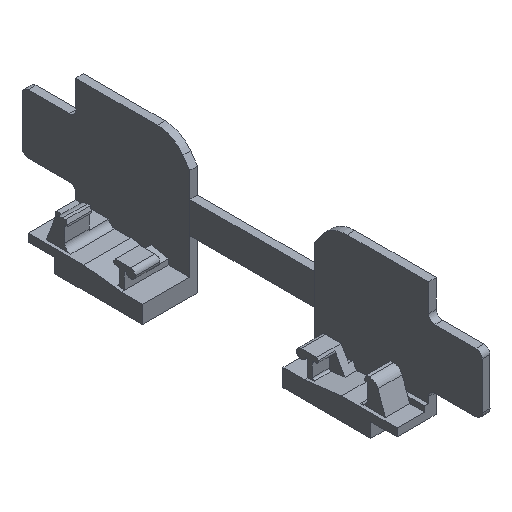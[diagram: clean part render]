
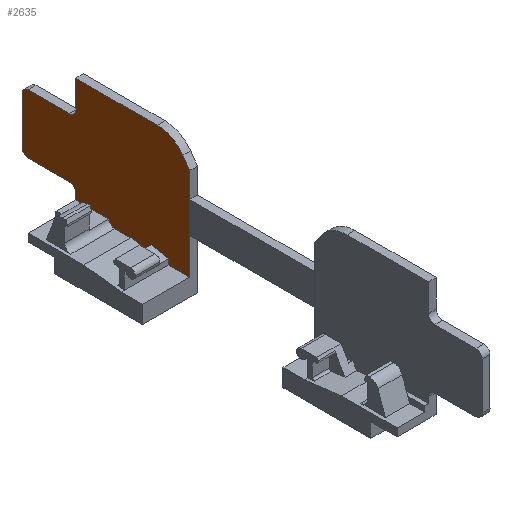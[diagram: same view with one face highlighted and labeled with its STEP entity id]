
A CAD part, isometric view. The second image highlights one B-rep face of the part: STEP entity #2635.
In plain terms, the highlighted planar face has unit normal (-1, 0, 0).
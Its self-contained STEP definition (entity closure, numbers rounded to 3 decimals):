
#1961=AXIS2_PLACEMENT_3D('Circle Axis2P3D',#1959,#1960,$) ;
#2332=AXIS2_PLACEMENT_3D('Circle Axis2P3D',#2330,#2331,$) ;
#2380=AXIS2_PLACEMENT_3D('Circle Axis2P3D',#2378,#2379,$) ;
#2428=AXIS2_PLACEMENT_3D('Circle Axis2P3D',#2426,#2427,$) ;
#2476=AXIS2_PLACEMENT_3D('Circle Axis2P3D',#2474,#2475,$) ;
#2543=AXIS2_PLACEMENT_3D('Circle Axis2P3D',#2541,#2542,$) ;
#2563=AXIS2_PLACEMENT_3D('Plane Axis2P3D',#2560,#2561,#2562) ;
#1956=CARTESIAN_POINT('Vertex',(7.55,58.9,3.55)) ;
#1959=CARTESIAN_POINT('Axis2P3D Location',(7.55,58.9,4.55)) ;
#1963=CARTESIAN_POINT('Vertex',(7.55,59.889,4.4)) ;
#2011=CARTESIAN_POINT('Vertex',(7.55,56.322,3.55)) ;
#2014=CARTESIAN_POINT('Line Origine',(7.55,57.611,3.55)) ;
#2055=CARTESIAN_POINT('Line Origine',(7.55,62.544,4.4)) ;
#2059=CARTESIAN_POINT('Vertex',(7.55,65.2,4.4)) ;
#2080=CARTESIAN_POINT('Line Origine',(7.55,65.2,4.887)) ;
#2084=CARTESIAN_POINT('Vertex',(7.55,65.2,5.375)) ;
#2330=CARTESIAN_POINT('Axis2P3D Location',(7.55,66.2,5.375)) ;
#2334=CARTESIAN_POINT('Vertex',(7.55,66.2,6.375)) ;
#2358=CARTESIAN_POINT('Vertex',(7.55,72.8,6.375)) ;
#2361=CARTESIAN_POINT('Line Origine',(7.55,69.5,6.375)) ;
#2378=CARTESIAN_POINT('Axis2P3D Location',(7.55,72.8,7.375)) ;
#2382=CARTESIAN_POINT('Vertex',(7.55,73.8,7.375)) ;
#2402=CARTESIAN_POINT('Line Origine',(7.55,73.8,11.125)) ;
#2406=CARTESIAN_POINT('Vertex',(7.55,73.8,14.875)) ;
#2426=CARTESIAN_POINT('Axis2P3D Location',(7.55,72.8,14.875)) ;
#2430=CARTESIAN_POINT('Vertex',(7.55,72.8,15.875)) ;
#2450=CARTESIAN_POINT('Line Origine',(7.55,69.5,15.875)) ;
#2454=CARTESIAN_POINT('Vertex',(7.55,66.2,15.875)) ;
#2474=CARTESIAN_POINT('Axis2P3D Location',(7.55,66.2,16.875)) ;
#2478=CARTESIAN_POINT('Vertex',(7.55,65.2,16.875)) ;
#2493=CARTESIAN_POINT('Line Origine',(7.55,65.2,19.087)) ;
#2497=CARTESIAN_POINT('Vertex',(7.55,65.2,21.3)) ;
#2517=CARTESIAN_POINT('Line Origine',(7.55,58.65,21.3)) ;
#2521=CARTESIAN_POINT('Vertex',(7.55,52.1,21.3)) ;
#2541=CARTESIAN_POINT('Axis2P3D Location',(7.55,52.1,16.3)) ;
#2545=CARTESIAN_POINT('Vertex',(7.55,48.018,19.187)) ;
#2560=CARTESIAN_POINT('Axis2P3D Location',(7.55,41.9,0.8)) ;
#2565=CARTESIAN_POINT('Line Origine',(7.55,51.684,3.966)) ;
#2569=CARTESIAN_POINT('Vertex',(7.55,53.045,4.282)) ;
#2571=CARTESIAN_POINT('Vertex',(7.55,50.322,3.65)) ;
#2574=CARTESIAN_POINT('Line Origine',(7.55,50.322,3.225)) ;
#2578=CARTESIAN_POINT('Vertex',(7.55,50.322,2.8)) ;
#2581=CARTESIAN_POINT('Line Origine',(7.55,48.611,2.8)) ;
#2585=CARTESIAN_POINT('Vertex',(7.55,46.9,2.8)) ;
#2588=CARTESIAN_POINT('Line Origine',(7.55,46.9,10.203)) ;
#2592=CARTESIAN_POINT('Vertex',(7.55,46.9,17.606)) ;
#2595=CARTESIAN_POINT('Line Origine',(7.55,47.459,18.397)) ;
#2600=CARTESIAN_POINT('Line Origine',(7.55,54.991,3.384)) ;
#2604=CARTESIAN_POINT('Vertex',(7.55,53.66,3.217)) ;
#2607=CARTESIAN_POINT('Line Origine',(7.55,53.352,3.75)) ;
#1960=DIRECTION('Axis2P3D Direction',(1.,0.,0.)) ;
#2015=DIRECTION('Vector Direction',(0.,1.,0.)) ;
#2056=DIRECTION('Vector Direction',(0.,-1.,0.)) ;
#2081=DIRECTION('Vector Direction',(0.,0.,-1.)) ;
#2331=DIRECTION('Axis2P3D Direction',(1.,0.,0.)) ;
#2362=DIRECTION('Vector Direction',(0.,1.,0.)) ;
#2379=DIRECTION('Axis2P3D Direction',(1.,0.,0.)) ;
#2403=DIRECTION('Vector Direction',(0.,0.,-1.)) ;
#2427=DIRECTION('Axis2P3D Direction',(1.,0.,0.)) ;
#2451=DIRECTION('Vector Direction',(0.,1.,0.)) ;
#2475=DIRECTION('Axis2P3D Direction',(1.,0.,0.)) ;
#2494=DIRECTION('Vector Direction',(0.,0.,-1.)) ;
#2518=DIRECTION('Vector Direction',(0.,1.,0.)) ;
#2542=DIRECTION('Axis2P3D Direction',(1.,0.,0.)) ;
#2561=DIRECTION('Axis2P3D Direction',(1.,0.,0.)) ;
#2562=DIRECTION('Axis2P3D XDirection',(0.,0.,-1.)) ;
#2566=DIRECTION('Vector Direction',(0.,-0.974,-0.226)) ;
#2575=DIRECTION('Vector Direction',(0.,0.,-1.)) ;
#2582=DIRECTION('Vector Direction',(0.,1.,0.)) ;
#2589=DIRECTION('Vector Direction',(0.,0.,1.)) ;
#2596=DIRECTION('Vector Direction',(0.,0.577,0.816)) ;
#2601=DIRECTION('Vector Direction',(0.,-0.992,-0.124)) ;
#2608=DIRECTION('Vector Direction',(0.,0.5,-0.866)) ;
#2016=VECTOR('Line Direction',#2015,1.) ;
#2057=VECTOR('Line Direction',#2056,1.) ;
#2082=VECTOR('Line Direction',#2081,1.) ;
#2363=VECTOR('Line Direction',#2362,1.) ;
#2404=VECTOR('Line Direction',#2403,1.) ;
#2452=VECTOR('Line Direction',#2451,1.) ;
#2495=VECTOR('Line Direction',#2494,1.) ;
#2519=VECTOR('Line Direction',#2518,1.) ;
#2567=VECTOR('Line Direction',#2566,1.) ;
#2576=VECTOR('Line Direction',#2575,1.) ;
#2583=VECTOR('Line Direction',#2582,1.) ;
#2590=VECTOR('Line Direction',#2589,1.) ;
#2597=VECTOR('Line Direction',#2596,1.) ;
#2602=VECTOR('Line Direction',#2601,1.) ;
#2609=VECTOR('Line Direction',#2608,1.) ;
#2613=ORIENTED_EDGE('',*,*,#2573,.T.) ;
#2614=ORIENTED_EDGE('',*,*,#2580,.T.) ;
#2615=ORIENTED_EDGE('',*,*,#2587,.F.) ;
#2616=ORIENTED_EDGE('',*,*,#2594,.T.) ;
#2617=ORIENTED_EDGE('',*,*,#2599,.F.) ;
#2618=ORIENTED_EDGE('',*,*,#2547,.F.) ;
#2619=ORIENTED_EDGE('',*,*,#2523,.F.) ;
#2620=ORIENTED_EDGE('',*,*,#2499,.F.) ;
#2621=ORIENTED_EDGE('',*,*,#2480,.F.) ;
#2622=ORIENTED_EDGE('',*,*,#2456,.F.) ;
#2623=ORIENTED_EDGE('',*,*,#2432,.T.) ;
#2624=ORIENTED_EDGE('',*,*,#2408,.T.) ;
#2625=ORIENTED_EDGE('',*,*,#2384,.T.) ;
#2626=ORIENTED_EDGE('',*,*,#2365,.F.) ;
#2627=ORIENTED_EDGE('',*,*,#2336,.F.) ;
#2628=ORIENTED_EDGE('',*,*,#2086,.F.) ;
#2629=ORIENTED_EDGE('',*,*,#2061,.T.) ;
#2630=ORIENTED_EDGE('',*,*,#1965,.T.) ;
#2631=ORIENTED_EDGE('',*,*,#2018,.T.) ;
#2632=ORIENTED_EDGE('',*,*,#2606,.T.) ;
#2633=ORIENTED_EDGE('',*,*,#2611,.T.) ;
#2635=ADVANCED_FACE('38923_ZVLA1_RE_ZPS2.5.1\\K\X2\00F6\X0\rper.2 ( *SOL34 - wsp *MASTER -  )',(#2634),#2564,.F.) ;
#1962=CIRCLE('generated circle',#1961,1.) ;
#2333=CIRCLE('generated circle',#2332,1.) ;
#2381=CIRCLE('generated circle',#2380,1.) ;
#2429=CIRCLE('generated circle',#2428,1.) ;
#2477=CIRCLE('generated circle',#2476,1.) ;
#2544=CIRCLE('generated circle',#2543,5.) ;
#1965=EDGE_CURVE('',#1964,#1957,#1962,.F.) ;
#2018=EDGE_CURVE('',#1957,#2012,#2017,.F.) ;
#2061=EDGE_CURVE('',#2060,#1964,#2058,.T.) ;
#2086=EDGE_CURVE('',#2060,#2085,#2083,.F.) ;
#2336=EDGE_CURVE('',#2085,#2335,#2333,.F.) ;
#2365=EDGE_CURVE('',#2335,#2359,#2364,.T.) ;
#2384=EDGE_CURVE('',#2383,#2359,#2381,.F.) ;
#2408=EDGE_CURVE('',#2407,#2383,#2405,.T.) ;
#2432=EDGE_CURVE('',#2431,#2407,#2429,.F.) ;
#2456=EDGE_CURVE('',#2431,#2455,#2453,.F.) ;
#2480=EDGE_CURVE('',#2455,#2479,#2477,.F.) ;
#2499=EDGE_CURVE('',#2479,#2498,#2496,.F.) ;
#2523=EDGE_CURVE('',#2498,#2522,#2520,.F.) ;
#2547=EDGE_CURVE('',#2522,#2546,#2544,.T.) ;
#2573=EDGE_CURVE('',#2570,#2572,#2568,.T.) ;
#2580=EDGE_CURVE('',#2572,#2579,#2577,.T.) ;
#2587=EDGE_CURVE('',#2586,#2579,#2584,.T.) ;
#2594=EDGE_CURVE('',#2586,#2593,#2591,.T.) ;
#2599=EDGE_CURVE('',#2546,#2593,#2598,.F.) ;
#2606=EDGE_CURVE('',#2012,#2605,#2603,.T.) ;
#2611=EDGE_CURVE('',#2605,#2570,#2610,.F.) ;
#2612=EDGE_LOOP('',(#2613,#2614,#2615,#2616,#2617,#2618,#2619,#2620,#2621,#2622,#2623,#2624,#2625,#2626,#2627,#2628,#2629,#2630,#2631,#2632,#2633)) ;
#2634=FACE_OUTER_BOUND('',#2612,.T.) ;
#2017=LINE('Line',#2014,#2016) ;
#2058=LINE('Line',#2055,#2057) ;
#2083=LINE('Line',#2080,#2082) ;
#2364=LINE('Line',#2361,#2363) ;
#2405=LINE('Line',#2402,#2404) ;
#2453=LINE('Line',#2450,#2452) ;
#2496=LINE('Line',#2493,#2495) ;
#2520=LINE('Line',#2517,#2519) ;
#2568=LINE('Line',#2565,#2567) ;
#2577=LINE('Line',#2574,#2576) ;
#2584=LINE('Line',#2581,#2583) ;
#2591=LINE('Line',#2588,#2590) ;
#2598=LINE('Line',#2595,#2597) ;
#2603=LINE('Line',#2600,#2602) ;
#2610=LINE('Line',#2607,#2609) ;
#2564=PLANE('',#2563) ;
#1957=VERTEX_POINT('',#1956) ;
#1964=VERTEX_POINT('',#1963) ;
#2012=VERTEX_POINT('',#2011) ;
#2060=VERTEX_POINT('',#2059) ;
#2085=VERTEX_POINT('',#2084) ;
#2335=VERTEX_POINT('',#2334) ;
#2359=VERTEX_POINT('',#2358) ;
#2383=VERTEX_POINT('',#2382) ;
#2407=VERTEX_POINT('',#2406) ;
#2431=VERTEX_POINT('',#2430) ;
#2455=VERTEX_POINT('',#2454) ;
#2479=VERTEX_POINT('',#2478) ;
#2498=VERTEX_POINT('',#2497) ;
#2522=VERTEX_POINT('',#2521) ;
#2546=VERTEX_POINT('',#2545) ;
#2570=VERTEX_POINT('',#2569) ;
#2572=VERTEX_POINT('',#2571) ;
#2579=VERTEX_POINT('',#2578) ;
#2586=VERTEX_POINT('',#2585) ;
#2593=VERTEX_POINT('',#2592) ;
#2605=VERTEX_POINT('',#2604) ;
